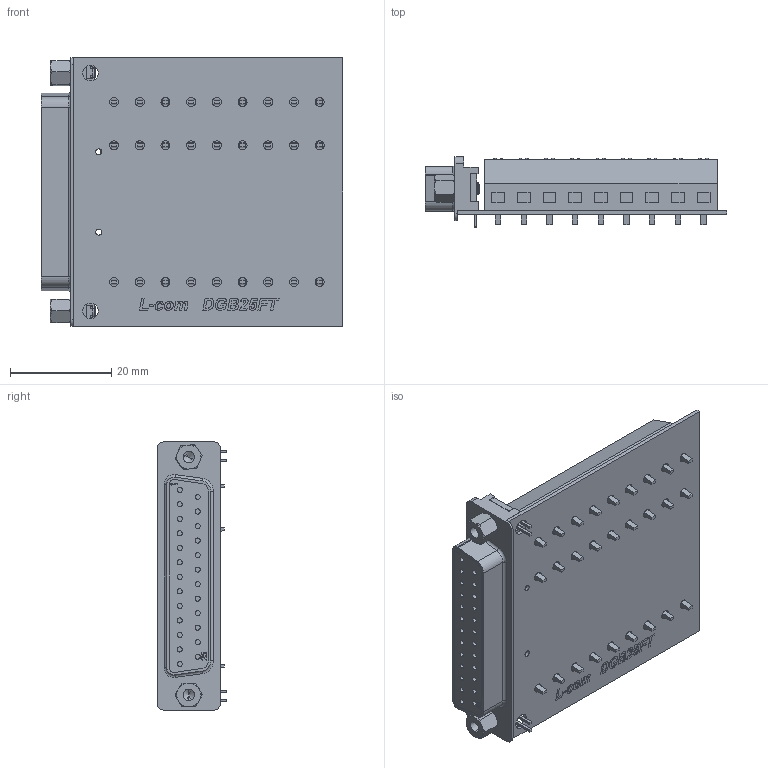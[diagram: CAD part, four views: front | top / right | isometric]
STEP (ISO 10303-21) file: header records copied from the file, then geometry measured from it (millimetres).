
FILE_DESCRIPTION (( 'STEP AP214' ), '1' );
FILE_NAME ('DGB25FT.STEP', '2010-02-22T21:24:11', ( ' ' ), ( ' ' ), 'SwSTEP 2.0', 'SolidWorks 2008', '' );
FILE_SCHEMA (( 'AUTOMOTIVE_DESIGN' ));
Length unit declared in the file: inch
Products named in the file (7): 3AB16-X9X; 3AA01-017_3AA01-008-125; 3AA05-008_.160 lg hex x .190 lg thd; 25POS-DSUBpcb90deg; 1BC01-007_PANDUIT PCB; DGB25FT
Assembly tree (17 placements, depth 3):
  DGB25FT
    3AA05-008_.160 lg hex x .190 lg thd  x2
    3AB16-X9X  x3
      3AA01-017_3AA01-008-125
      3AB16-X9X
    25POS-DSUBpcb90deg
    1BC01-007_PANDUIT PCB
Bounding box: 59.66 x 13.84 x 53.09 mm (x, y, z)
Volume: 15388.3 mm3; surface area: 18154.1 mm2
Topology: 34 solids, 34 shells, 2427 faces, 5939 edges, 3798 vertices
Faces by surface type: plane 1579, cylinder 328, bspline 320, cone 110, sphere 86, torus 4
Entity records: 68774 total; most frequent: CARTESIAN_POINT 26829, ORIENTED_EDGE 6402, DIRECTION 4865, EDGE_CURVE 3201, VECTOR 2139, LINE 2139, VERTEX_POINT 2111, EDGE_LOOP 1446
